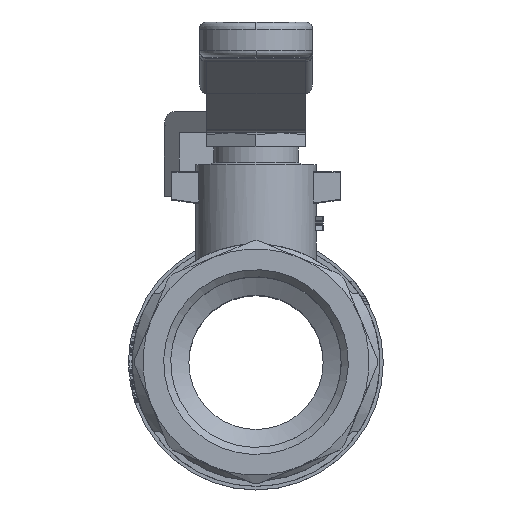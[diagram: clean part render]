
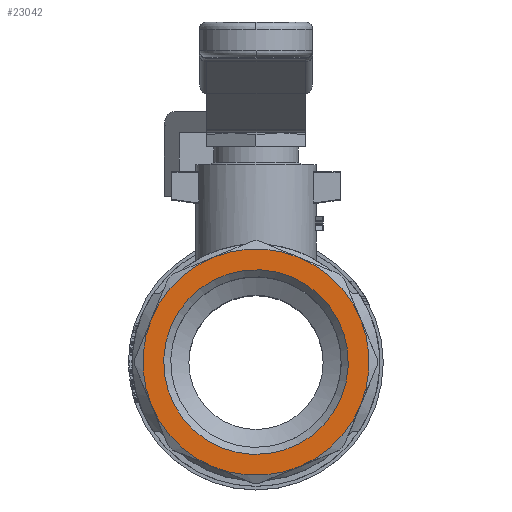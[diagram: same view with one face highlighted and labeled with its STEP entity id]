
A CAD part, top view. The second image highlights one B-rep face of the part: STEP entity #23042.
In plain terms, the highlighted planar face has unit normal (0, 0, 1).
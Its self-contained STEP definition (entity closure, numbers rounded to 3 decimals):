
#7426=ORIENTED_EDGE('',*,*,#13044,.T.);
#7427=ORIENTED_EDGE('',*,*,#13098,.T.);
#7428=ORIENTED_EDGE('',*,*,#13073,.T.);
#7429=ORIENTED_EDGE('',*,*,#13066,.T.);
#7430=ORIENTED_EDGE('',*,*,#13060,.T.);
#7431=ORIENTED_EDGE('',*,*,#13052,.T.);
#7432=ORIENTED_EDGE('',*,*,#13088,.T.);
#7433=ORIENTED_EDGE('',*,*,#13079,.T.);
#7434=ORIENTED_EDGE('',*,*,#13457,.F.);
#13044=EDGE_CURVE('',#16424,#16428,#18371,.T.);
#13052=EDGE_CURVE('',#16435,#16434,#18375,.T.);
#13060=EDGE_CURVE('',#16440,#16435,#18378,.T.);
#13066=EDGE_CURVE('',#16445,#16440,#18381,.T.);
#13073=EDGE_CURVE('',#16450,#16445,#18384,.T.);
#13079=EDGE_CURVE('',#16454,#16424,#18386,.T.);
#13088=EDGE_CURVE('',#16434,#16454,#18387,.T.);
#13098=EDGE_CURVE('',#16428,#16450,#18392,.T.);
#13457=EDGE_CURVE('',#16666,#16666,#18416,.T.);
#16424=VERTEX_POINT('',#47349);
#16428=VERTEX_POINT('',#47431);
#16434=VERTEX_POINT('',#47494);
#16435=VERTEX_POINT('',#47496);
#16440=VERTEX_POINT('',#47557);
#16445=VERTEX_POINT('',#47620);
#16450=VERTEX_POINT('',#47682);
#16454=VERTEX_POINT('',#47790);
#16666=VERTEX_POINT('',#48946);
#18371=CIRCLE('',#32635,16.);
#18375=CIRCLE('',#32641,16.);
#18378=CIRCLE('',#32646,16.);
#18381=CIRCLE('',#32651,16.);
#18384=CIRCLE('',#32656,16.);
#18386=CIRCLE('',#32660,16.);
#18387=CIRCLE('',#32666,16.);
#18392=CIRCLE('',#32675,16.);
#18416=CIRCLE('',#33041,13.059);
#19106=EDGE_LOOP('',(#7426,#7427,#7428,#7429,#7430,#7431,#7432,#7433));
#19107=EDGE_LOOP('',(#7434));
#20545=FACE_BOUND('',#19106,.T.);
#20546=FACE_BOUND('',#19107,.T.);
#21789=PLANE('',#33042);
#23042=ADVANCED_FACE('',(#20545,#20546),#21789,.T.);
#32635=AXIS2_PLACEMENT_3D('',#47430,#37001,#37002);
#32641=AXIS2_PLACEMENT_3D('',#47495,#37015,#37016);
#32646=AXIS2_PLACEMENT_3D('',#47583,#37027,#37028);
#32651=AXIS2_PLACEMENT_3D('',#47619,#37039,#37040);
#32656=AXIS2_PLACEMENT_3D('',#47681,#37051,#37052);
#32660=AXIS2_PLACEMENT_3D('',#47789,#37060,#37061);
#32666=AXIS2_PLACEMENT_3D('',#48071,#37073,#37074);
#32675=AXIS2_PLACEMENT_3D('',#48161,#37094,#37095);
#33041=AXIS2_PLACEMENT_3D('',#48945,#37991,#37992);
#33042=AXIS2_PLACEMENT_3D('',#48947,#37993,#37994);
#37001=DIRECTION('',(0.,0.,1.));
#37002=DIRECTION('',(-0.383,-0.924,0.));
#37015=DIRECTION('',(0.,0.,1.));
#37016=DIRECTION('',(-0.383,-0.924,0.));
#37027=DIRECTION('',(0.,0.,1.));
#37028=DIRECTION('',(-0.383,-0.924,0.));
#37039=DIRECTION('',(0.,0.,1.));
#37040=DIRECTION('',(-0.383,-0.924,0.));
#37051=DIRECTION('',(0.,0.,1.));
#37052=DIRECTION('',(-0.383,-0.924,0.));
#37060=DIRECTION('',(0.,0.,1.));
#37061=DIRECTION('',(-0.383,-0.924,0.));
#37073=DIRECTION('',(0.,0.,1.));
#37074=DIRECTION('',(-0.383,-0.924,0.));
#37094=DIRECTION('',(0.,0.,1.));
#37095=DIRECTION('',(-0.383,-0.924,0.));
#37991=DIRECTION('',(0.,0.,1.));
#37992=DIRECTION('',(-0.383,-0.924,0.));
#37993=DIRECTION('',(0.,0.,1.));
#37994=DIRECTION('',(1.,0.,0.));
#47349=CARTESIAN_POINT('',(-14.782,-6.123,37.5));
#47430=CARTESIAN_POINT('',(0.,0.,37.5));
#47431=CARTESIAN_POINT('',(-6.123,-14.782,37.5));
#47494=CARTESIAN_POINT('',(-6.123,14.782,37.5));
#47495=CARTESIAN_POINT('',(0.,0.,37.5));
#47496=CARTESIAN_POINT('',(6.123,14.782,37.5));
#47557=CARTESIAN_POINT('',(14.782,6.123,37.5));
#47583=CARTESIAN_POINT('',(0.,0.,37.5));
#47619=CARTESIAN_POINT('',(0.,0.,37.5));
#47620=CARTESIAN_POINT('',(14.782,-6.123,37.5));
#47681=CARTESIAN_POINT('',(0.,0.,37.5));
#47682=CARTESIAN_POINT('',(6.123,-14.782,37.5));
#47789=CARTESIAN_POINT('',(0.,0.,37.5));
#47790=CARTESIAN_POINT('',(-14.782,6.123,37.5));
#48071=CARTESIAN_POINT('',(0.,0.,37.5));
#48161=CARTESIAN_POINT('',(0.,0.,37.5));
#48945=CARTESIAN_POINT('',(0.,0.,37.5));
#48946=CARTESIAN_POINT('',(-4.997,-12.064,37.5));
#48947=CARTESIAN_POINT('',(-16.686,-1.153,37.5));
